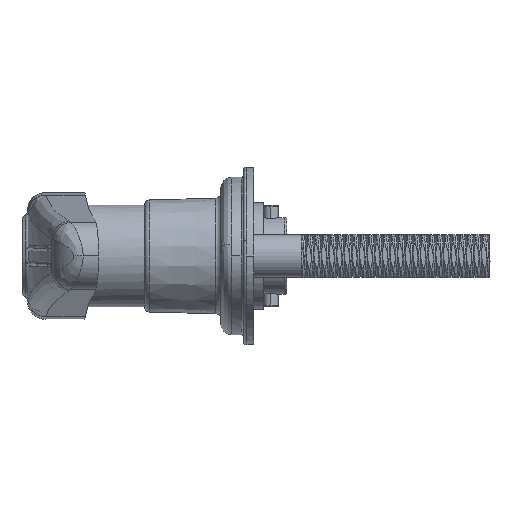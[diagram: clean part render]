
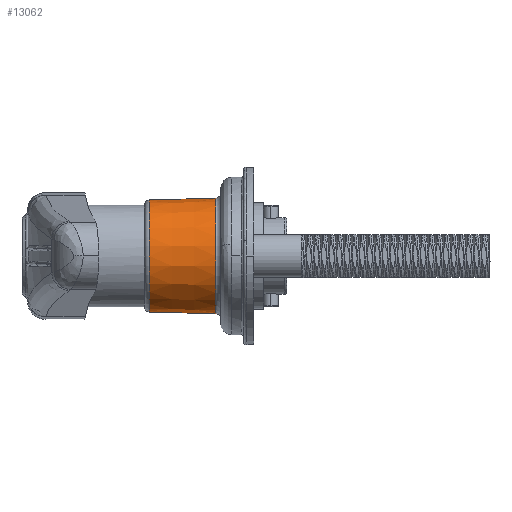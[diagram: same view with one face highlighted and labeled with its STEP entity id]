
A CAD part, left-side view. The second image highlights one B-rep face of the part: STEP entity #13062.
In plain terms, the highlighted conical face has half-angle 1.5 degrees and reference radius 11 mm.
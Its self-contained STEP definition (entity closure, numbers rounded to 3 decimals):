
#1058 = DIRECTION ( 'NONE',  ( 0., 1., 0. ) ) ;
#2056 = DIRECTION ( 'NONE',  ( 0., 0., 1. ) ) ;
#3335 = CARTESIAN_POINT ( 'NONE',  ( 0., -37.026, 0. ) ) ;
#4136 = CARTESIAN_POINT ( 'NONE',  ( 0., -23.974, 11.026 ) ) ;
#4974 = CARTESIAN_POINT ( 'NONE',  ( 0., -23., 11. ) ) ;
#5668 = AXIS2_PLACEMENT_3D ( 'NONE', #3335, #1058, #9184 ) ;
#7030 = EDGE_LOOP ( 'NONE', ( #19133, #26387, #22737, #11815 ) ) ;
#7759 = CARTESIAN_POINT ( 'NONE',  ( 0., -37.026, -11.367 ) ) ;
#7915 = DIRECTION ( 'NONE',  ( 0., 0., -1. ) ) ;
#8434 = CARTESIAN_POINT ( 'NONE',  ( 0., -23.974, -11.026 ) ) ;
#8559 = DIRECTION ( 'NONE',  ( 0., -1., 0. ) ) ;
#8618 = CARTESIAN_POINT ( 'NONE',  ( 0., -23., -11. ) ) ;
#9184 = DIRECTION ( 'NONE',  ( 0., 0., -1. ) ) ;
#9243 = EDGE_CURVE ( 'NONE', #25229, #10080, #25666, .T. ) ;
#10080 = VERTEX_POINT ( 'NONE', #14986 ) ;
#11815 = ORIENTED_EDGE ( 'NONE', *, *, #22289, .T. ) ;
#13062 = ADVANCED_FACE ( 'NONE', ( #15933 ), #14842, .T. ) ;
#13498 = VECTOR ( 'NONE', #25274, 1000. ) ;
#14166 = CIRCLE ( 'NONE', #18013, 11.026 ) ;
#14842 = CONICAL_SURFACE ( 'NONE', #25105, 11., 0.026 ) ;
#14986 = CARTESIAN_POINT ( 'NONE',  ( 0., -37.026, 11.367 ) ) ;
#15316 = VERTEX_POINT ( 'NONE', #7759 ) ;
#15673 = CARTESIAN_POINT ( 'NONE',  ( 0., -23., 0. ) ) ;
#15855 = LINE ( 'NONE', #8618, #23759 ) ;
#15933 = FACE_OUTER_BOUND ( 'NONE', #7030, .T. ) ;
#17163 = CIRCLE ( 'NONE', #5668, 11.367 ) ;
#18013 = AXIS2_PLACEMENT_3D ( 'NONE', #24339, #8559, #2056 ) ;
#18122 = EDGE_CURVE ( 'NONE', #20614, #15316, #15855, .T. ) ;
#19133 = ORIENTED_EDGE ( 'NONE', *, *, #9243, .F. ) ;
#20614 = VERTEX_POINT ( 'NONE', #8434 ) ;
#22289 = EDGE_CURVE ( 'NONE', #15316, #10080, #17163, .T. ) ;
#22650 = DIRECTION ( 'NONE',  ( 0., -1., -0.026 ) ) ;
#22737 = ORIENTED_EDGE ( 'NONE', *, *, #18122, .T. ) ;
#22795 = EDGE_CURVE ( 'NONE', #25229, #20614, #14166, .T. ) ;
#23759 = VECTOR ( 'NONE', #22650, 1000. ) ;
#24339 = CARTESIAN_POINT ( 'NONE',  ( 0., -23.974, 0. ) ) ;
#25105 = AXIS2_PLACEMENT_3D ( 'NONE', #15673, #26226, #7915 ) ;
#25229 = VERTEX_POINT ( 'NONE', #4136 ) ;
#25274 = DIRECTION ( 'NONE',  ( 0., -1., 0.026 ) ) ;
#25666 = LINE ( 'NONE', #4974, #13498 ) ;
#26226 = DIRECTION ( 'NONE',  ( 0., -1., 0. ) ) ;
#26387 = ORIENTED_EDGE ( 'NONE', *, *, #22795, .T. ) ;
